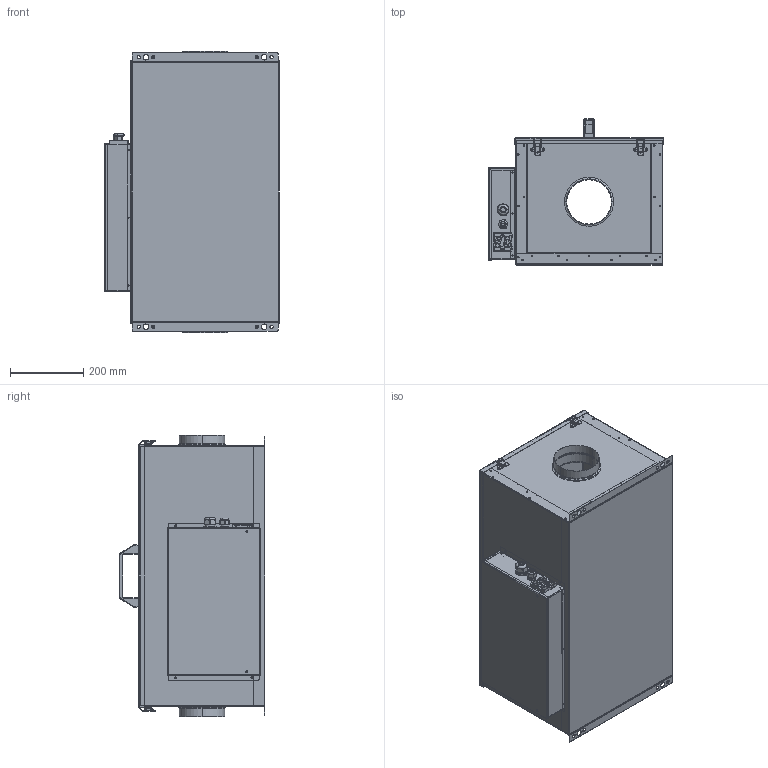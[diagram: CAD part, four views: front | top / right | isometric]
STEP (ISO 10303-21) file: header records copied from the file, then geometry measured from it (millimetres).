
FILE_DESCRIPTION (( 'STEP AP203' ), '1' );
FILE_NAME ('137759-00_FFHNW125.STEP', '2017-01-24T09:48:07', ( '' ), ( '' ), 'SwSTEP 2.0', 'SolidWorks 2012', '' );
FILE_SCHEMA (( 'CONFIG_CONTROL_DESIGN' ));
Length unit declared in the file: millimetre
Products named in the file (1): 137759-00_FFHNW125
Bounding box: 477.6 x 398 x 770 mm (x, y, z)
Surface area: 3475355.7 mm2 (no closed solid volume)
Topology: 0 solids, 111 shells, 934 faces, 3228 edges, 2323 vertices
Faces by surface type: cylinder 524, plane 269, bspline 95, torus 31, cone 15
Entity records: 37455 total; most frequent: CARTESIAN_POINT 9161, DIRECTION 6358, ORIENTED_EDGE 4860, EDGE_CURVE 3228, AXIS2_PLACEMENT_3D 2440, VERTEX_POINT 2323, CIRCLE 1600, LINE 1478
